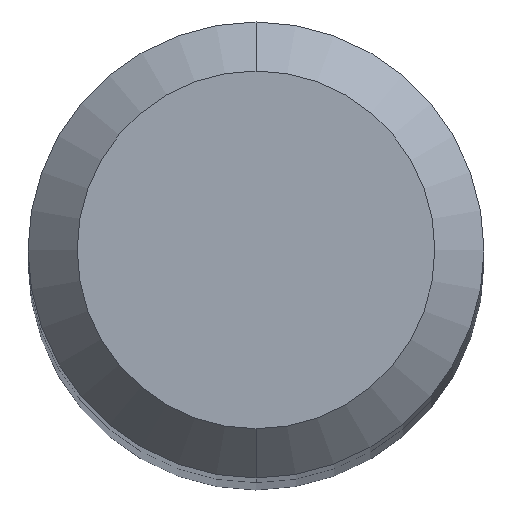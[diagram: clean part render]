
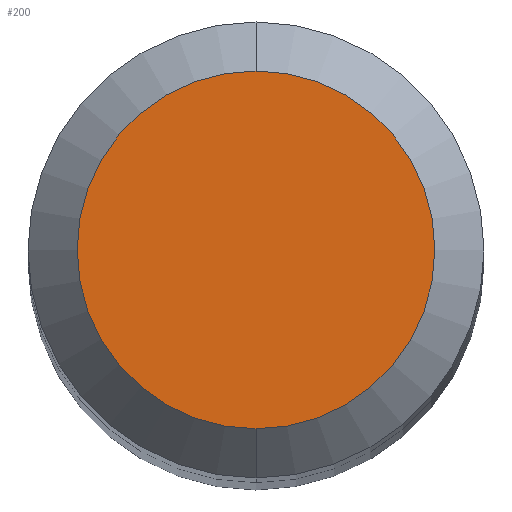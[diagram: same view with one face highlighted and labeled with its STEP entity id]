
A CAD part, top view. The second image highlights one B-rep face of the part: STEP entity #200.
In plain terms, the highlighted planar face has unit normal (0, 0, 1).
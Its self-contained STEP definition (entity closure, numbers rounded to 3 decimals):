
#4 = CIRCLE ( 'NONE', #221, 2.55 ) ;
#12 = ORIENTED_EDGE ( 'NONE', *, *, #309, .F. ) ;
#33 = CARTESIAN_POINT ( 'NONE',  ( 0., 2.55, 101. ) ) ;
#37 = CARTESIAN_POINT ( 'NONE',  ( 0., -2.55, 101. ) ) ;
#54 = AXIS2_PLACEMENT_3D ( 'NONE', #89, #253, #171 ) ;
#75 = DIRECTION ( 'NONE',  ( 0., 0., -1. ) ) ;
#89 = CARTESIAN_POINT ( 'NONE',  ( 0., 0., 101. ) ) ;
#92 = VERTEX_POINT ( 'NONE', #33 ) ;
#142 = PLANE ( 'NONE',  #297 ) ;
#148 = DIRECTION ( 'NONE',  ( 0., 0., -1. ) ) ;
#150 = ORIENTED_EDGE ( 'NONE', *, *, #267, .F. ) ;
#171 = DIRECTION ( 'NONE',  ( 0., 1., 0. ) ) ;
#200 = ADVANCED_FACE ( 'NONE', ( #316 ), #142, .F. ) ;
#220 = VERTEX_POINT ( 'NONE', #37 ) ;
#221 = AXIS2_PLACEMENT_3D ( 'NONE', #303, #148, #225 ) ;
#225 = DIRECTION ( 'NONE',  ( 0., 1., 0. ) ) ;
#236 = EDGE_LOOP ( 'NONE', ( #12, #150 ) ) ;
#253 = DIRECTION ( 'NONE',  ( 0., 0., -1. ) ) ;
#267 = EDGE_CURVE ( 'NONE', #220, #92, #4, .T. ) ;
#278 = CIRCLE ( 'NONE', #54, 2.55 ) ;
#292 = DIRECTION ( 'NONE',  ( 0., 1., 0. ) ) ;
#297 = AXIS2_PLACEMENT_3D ( 'NONE', #315, #75, #292 ) ;
#303 = CARTESIAN_POINT ( 'NONE',  ( 0., 0., 101. ) ) ;
#309 = EDGE_CURVE ( 'NONE', #92, #220, #278, .T. ) ;
#315 = CARTESIAN_POINT ( 'NONE',  ( 0., 0., 101. ) ) ;
#316 = FACE_OUTER_BOUND ( 'NONE', #236, .T. ) ;
